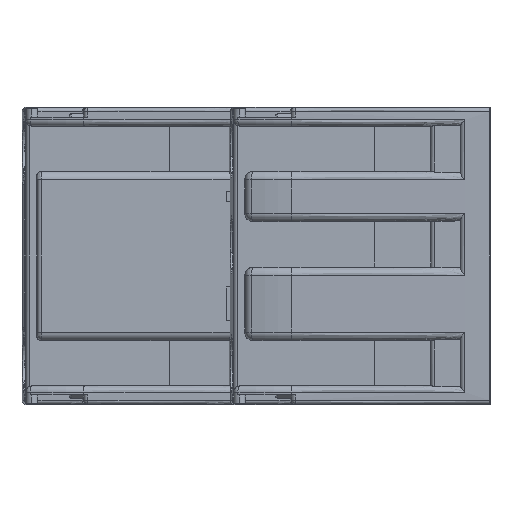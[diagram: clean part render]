
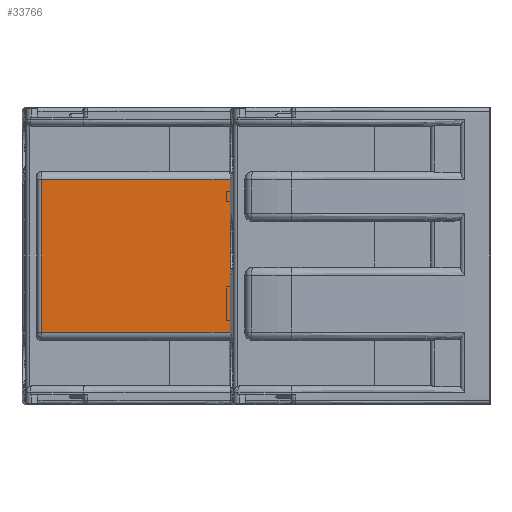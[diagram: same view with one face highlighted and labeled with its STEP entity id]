
A CAD part, left-side view. The second image highlights one B-rep face of the part: STEP entity #33766.
In plain terms, the highlighted planar face has unit normal (-1, 0.009, 0).
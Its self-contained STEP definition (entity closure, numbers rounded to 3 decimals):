
#3307 = FACE_OUTER_BOUND ( 'NONE', #3984, .T. ) ;
#3984 = EDGE_LOOP ( 'NONE', ( #12388, #24917, #4310, #46897 ) ) ;
#4310 = ORIENTED_EDGE ( 'NONE', *, *, #51034, .T. ) ;
#4324 = EDGE_CURVE ( 'NONE', #26034, #36395, #21252, .T. ) ;
#6586 = VERTEX_POINT ( 'NONE', #17914 ) ;
#7257 = DIRECTION ( 'NONE',  ( 0., 0., -1. ) ) ;
#7492 = CARTESIAN_POINT ( 'NONE',  ( -29.219, 23.595, -6.9 ) ) ;
#8808 = DIRECTION ( 'NONE',  ( -1., 0.009, 0. ) ) ;
#10621 = CARTESIAN_POINT ( 'NONE',  ( -29.219, 23.595, 6.9 ) ) ;
#11579 = CARTESIAN_POINT ( 'NONE',  ( -29.07, 40.729, -6.9 ) ) ;
#11649 = DIRECTION ( 'NONE',  ( -0.009, -1., 0. ) ) ;
#12388 = ORIENTED_EDGE ( 'NONE', *, *, #22180, .T. ) ;
#12633 = PLANE ( 'NONE',  #28622 ) ;
#12657 = EDGE_CURVE ( 'NONE', #6586, #42446, #43860, .T. ) ;
#16269 = VECTOR ( 'NONE', #45065, 1000. ) ;
#17487 = DIRECTION ( 'NONE',  ( 0.009, 1., 0. ) ) ;
#17914 = CARTESIAN_POINT ( 'NONE',  ( -29.07, 40.729, 6.9 ) ) ;
#20940 = CARTESIAN_POINT ( 'NONE',  ( -29.066, 41.108, 6.9 ) ) ;
#21252 = LINE ( 'NONE', #25076, #16269 ) ;
#22180 = EDGE_CURVE ( 'NONE', #26034, #6586, #47269, .T. ) ;
#22448 = CARTESIAN_POINT ( 'NONE',  ( -29.07, 40.729, -6.9 ) ) ;
#24449 = VECTOR ( 'NONE', #11649, 1000. ) ;
#24917 = ORIENTED_EDGE ( 'NONE', *, *, #12657, .T. ) ;
#25076 = CARTESIAN_POINT ( 'NONE',  ( -29.219, 23.595, 13.5 ) ) ;
#26034 = VERTEX_POINT ( 'NONE', #10621 ) ;
#27875 = CARTESIAN_POINT ( 'NONE',  ( -29.1, 37.25, 1.05 ) ) ;
#28622 = AXIS2_PLACEMENT_3D ( 'NONE', #27875, #8808, #39862 ) ;
#29881 = VECTOR ( 'NONE', #17487, 1000. ) ;
#33766 = ADVANCED_FACE ( 'NONE', ( #3307 ), #12633, .T. ) ;
#36395 = VERTEX_POINT ( 'NONE', #48968 ) ;
#39862 = DIRECTION ( 'NONE',  ( -0.009, -1., 0. ) ) ;
#42446 = VERTEX_POINT ( 'NONE', #22448 ) ;
#43860 = LINE ( 'NONE', #11579, #48846 ) ;
#45065 = DIRECTION ( 'NONE',  ( 0., 0., -1. ) ) ;
#46897 = ORIENTED_EDGE ( 'NONE', *, *, #4324, .F. ) ;
#47269 = LINE ( 'NONE', #20940, #29881 ) ;
#48846 = VECTOR ( 'NONE', #7257, 1000. ) ;
#48968 = CARTESIAN_POINT ( 'NONE',  ( -29.219, 23.595, -6.9 ) ) ;
#49933 = LINE ( 'NONE', #7492, #24449 ) ;
#51034 = EDGE_CURVE ( 'NONE', #42446, #36395, #49933, .T. ) ;
